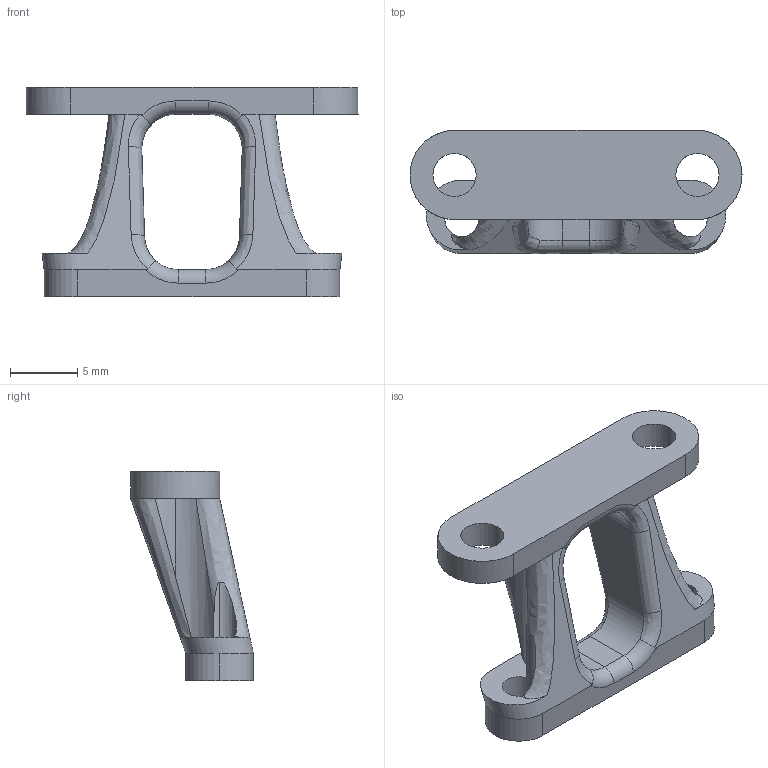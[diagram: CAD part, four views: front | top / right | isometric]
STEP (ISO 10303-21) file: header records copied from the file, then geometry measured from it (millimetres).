
FILE_DESCRIPTION (( 'STEP AP214' ), '1' );
FILE_NAME ('錨璃83.STEP', '2023-01-11T06:04:26', ( 'Windows User' ), ( 'P R C' ), 'SwSTEP 2.0', 'SolidWorks 2022', '' );
FILE_SCHEMA (( 'AUTOMOTIVE_DESIGN' ));
Length unit declared in the file: millimetre
Products named in the file (1): 零件83
Bounding box: 24.6 x 9.1 x 15.5 mm (x, y, z)
Volume: 868.8 mm3; surface area: 1080.3 mm2
Topology: 1 solids, 1 shells, 69 faces, 195 edges, 124 vertices
Faces by surface type: cylinder 26, bspline 19, plane 16, torus 8
Entity records: 3981 total; most frequent: CARTESIAN_POINT 2307, ORIENTED_EDGE 390, DIRECTION 288, EDGE_CURVE 195, VERTEX_POINT 124, AXIS2_PLACEMENT_3D 117, EDGE_LOOP 75, B_SPLINE_CURVE_WITH_KNOTS 75
